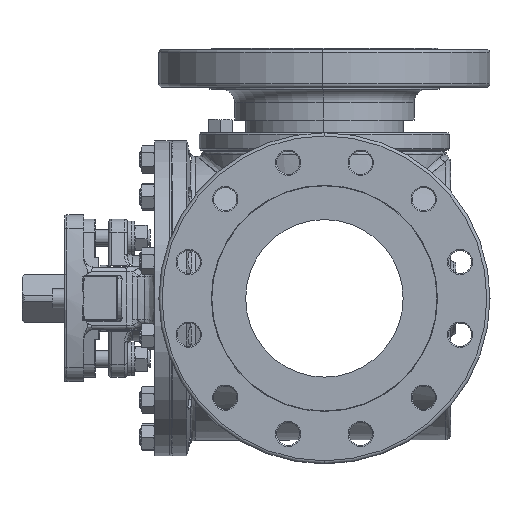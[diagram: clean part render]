
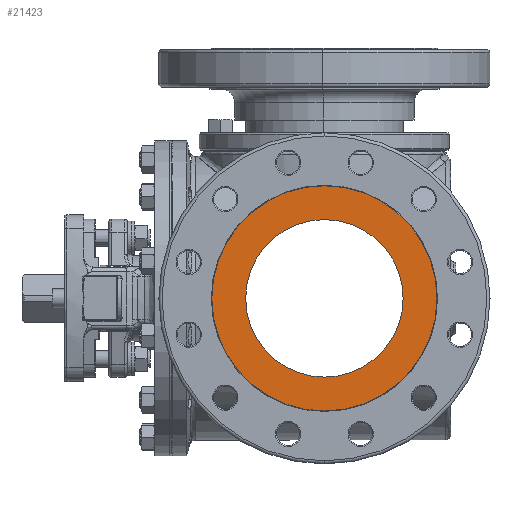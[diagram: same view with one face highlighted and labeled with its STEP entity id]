
A CAD part, left-side view. The second image highlights one B-rep face of the part: STEP entity #21423.
In plain terms, the highlighted planar face has unit normal (-1, 0, 0).
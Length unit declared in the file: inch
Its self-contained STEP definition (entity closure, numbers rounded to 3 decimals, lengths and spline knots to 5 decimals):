
#708 = PLANE ( 'NONE',  #13356 ) ;
#1547 = DIRECTION ( 'NONE',  ( 0., 0., 1. ) ) ;
#1572 = FACE_BOUND ( 'NONE', #58832, .T. ) ;
#4104 = DIRECTION ( 'NONE',  ( 0., 0., 1. ) ) ;
#5256 = CIRCLE ( 'NONE', #31526, 2.97244 ) ;
#6256 = DIRECTION ( 'NONE',  ( 0., 0., -1. ) ) ;
#9259 = DIRECTION ( 'NONE',  ( -1., 0., 0. ) ) ;
#11679 = CIRCLE ( 'NONE', #57338, 4.25197 ) ;
#11823 = DIRECTION ( 'NONE',  ( 1., 0., 0. ) ) ;
#13356 = AXIS2_PLACEMENT_3D ( 'NONE', #75644, #82151, #4104 ) ;
#16662 = EDGE_CURVE ( 'NONE', #16677, #60483, #59509, .T. ) ;
#16677 = VERTEX_POINT ( 'NONE', #76924 ) ;
#18377 = DIRECTION ( 'NONE',  ( 0., 0., -1. ) ) ;
#21423 = ADVANCED_FACE ( 'NONE', ( #1572, #47880 ), #708, .T. ) ;
#25286 = ORIENTED_EDGE ( 'NONE', *, *, #39243, .T. ) ;
#28199 = ORIENTED_EDGE ( 'NONE', *, *, #33771, .T. ) ;
#31526 = AXIS2_PLACEMENT_3D ( 'NONE', #65608, #80386, #6256 ) ;
#33771 = EDGE_CURVE ( 'NONE', #60483, #16677, #5256, .T. ) ;
#39095 = CARTESIAN_POINT ( 'NONE',  ( -1.92595, 6.71736, 6.3928 ) ) ;
#39243 = EDGE_CURVE ( 'NONE', #66766, #70466, #82159, .T. ) ;
#46220 = EDGE_LOOP ( 'NONE', ( #25286, #82340 ) ) ;
#47850 = CARTESIAN_POINT ( 'NONE',  ( -1.92595, 6.71736, 6.3928 ) ) ;
#47880 = FACE_OUTER_BOUND ( 'NONE', #46220, .T. ) ;
#57338 = AXIS2_PLACEMENT_3D ( 'NONE', #47850, #9259, #1547 ) ;
#57900 = CARTESIAN_POINT ( 'NONE',  ( -1.92595, 6.71736, 2.14083 ) ) ;
#58118 = AXIS2_PLACEMENT_3D ( 'NONE', #77774, #11823, #18377 ) ;
#58832 = EDGE_LOOP ( 'NONE', ( #28199, #73698 ) ) ;
#59509 = CIRCLE ( 'NONE', #58118, 2.97244 ) ;
#60483 = VERTEX_POINT ( 'NONE', #82365 ) ;
#60598 = EDGE_CURVE ( 'NONE', #70466, #66766, #11679, .T. ) ;
#65608 = CARTESIAN_POINT ( 'NONE',  ( -1.92595, 6.71736, 6.3928 ) ) ;
#66766 = VERTEX_POINT ( 'NONE', #72603 ) ;
#70466 = VERTEX_POINT ( 'NONE', #57900 ) ;
#71618 = DIRECTION ( 'NONE',  ( -1., 0., 0. ) ) ;
#72603 = CARTESIAN_POINT ( 'NONE',  ( -1.92595, 6.71736, 10.64477 ) ) ;
#73698 = ORIENTED_EDGE ( 'NONE', *, *, #16662, .T. ) ;
#75287 = AXIS2_PLACEMENT_3D ( 'NONE', #39095, #71618, #84275 ) ;
#75644 = CARTESIAN_POINT ( 'NONE',  ( -1.92595, 6.71736, 6.3928 ) ) ;
#76924 = CARTESIAN_POINT ( 'NONE',  ( -1.92595, 6.71736, 9.36524 ) ) ;
#77774 = CARTESIAN_POINT ( 'NONE',  ( -1.92595, 6.71736, 6.3928 ) ) ;
#80386 = DIRECTION ( 'NONE',  ( 1., 0., 0. ) ) ;
#82151 = DIRECTION ( 'NONE',  ( -1., 0., 0. ) ) ;
#82159 = CIRCLE ( 'NONE', #75287, 4.25197 ) ;
#82340 = ORIENTED_EDGE ( 'NONE', *, *, #60598, .T. ) ;
#82365 = CARTESIAN_POINT ( 'NONE',  ( -1.92595, 6.71736, 3.42036 ) ) ;
#84275 = DIRECTION ( 'NONE',  ( 0., 0., 1. ) ) ;
